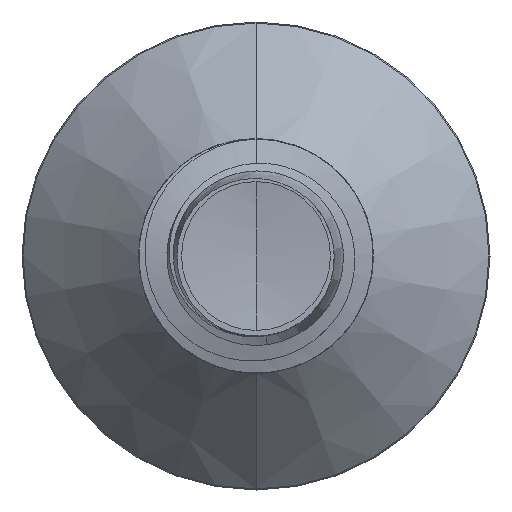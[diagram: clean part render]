
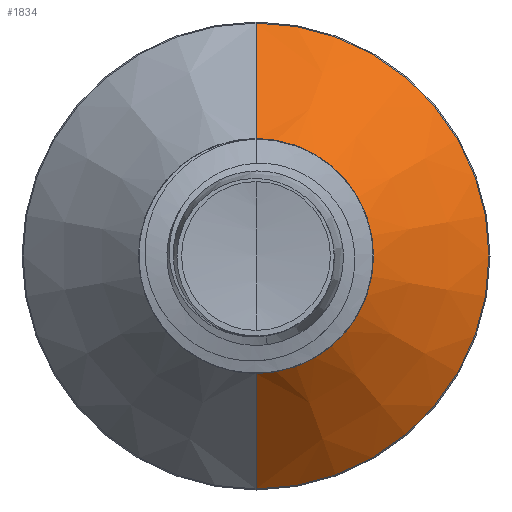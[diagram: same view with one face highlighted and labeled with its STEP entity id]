
A CAD part, front view. The second image highlights one B-rep face of the part: STEP entity #1834.
In plain terms, the highlighted conical face has half-angle 45 degrees and reference radius 1.256 mm.
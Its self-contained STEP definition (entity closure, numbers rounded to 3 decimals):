
#44 = CARTESIAN_POINT ( 'NONE',  ( 0., 4.939, 2.489 ) ) ;
#247 = CIRCLE ( 'NONE', #6002, 2.489 ) ;
#393 = FACE_OUTER_BOUND ( 'NONE', #5495, .T. ) ;
#459 = VERTEX_POINT ( 'NONE', #44 ) ;
#829 = VERTEX_POINT ( 'NONE', #4965 ) ;
#1191 = CARTESIAN_POINT ( 'NONE',  ( 0., 3.706, 0. ) ) ;
#1631 = CARTESIAN_POINT ( 'NONE',  ( 0., 3.706, 1.256 ) ) ;
#1751 = CONICAL_SURFACE ( 'NONE', #2362, 1.256, 0.785 ) ;
#1834 = ADVANCED_FACE ( 'NONE', ( #393 ), #1751, .T. ) ;
#2258 = EDGE_CURVE ( 'NONE', #7455, #829, #7563, .T. ) ;
#2362 = AXIS2_PLACEMENT_3D ( 'NONE', #1191, #5622, #8948 ) ;
#3607 = DIRECTION ( 'NONE',  ( 0., 1., 0. ) ) ;
#4364 = CARTESIAN_POINT ( 'NONE',  ( 0., 3.706, 1.256 ) ) ;
#4599 = AXIS2_PLACEMENT_3D ( 'NONE', #4856, #12321, #5984 ) ;
#4856 = CARTESIAN_POINT ( 'NONE',  ( 0., 3.706, 0. ) ) ;
#4965 = CARTESIAN_POINT ( 'NONE',  ( 0., 3.706, -1.256 ) ) ;
#5140 = ORIENTED_EDGE ( 'NONE', *, *, #2258, .T. ) ;
#5227 = ORIENTED_EDGE ( 'NONE', *, *, #12865, .T. ) ;
#5269 = ORIENTED_EDGE ( 'NONE', *, *, #6183, .F. ) ;
#5306 = CARTESIAN_POINT ( 'NONE',  ( 0., 3.706, -1.256 ) ) ;
#5324 = ORIENTED_EDGE ( 'NONE', *, *, #9642, .F. ) ;
#5495 = EDGE_LOOP ( 'NONE', ( #5140, #5227, #5269, #5324 ) ) ;
#5622 = DIRECTION ( 'NONE',  ( 0., 1., 0. ) ) ;
#5844 = LINE ( 'NONE', #5306, #8468 ) ;
#5984 = DIRECTION ( 'NONE',  ( 0., 0., 1. ) ) ;
#6002 = AXIS2_PLACEMENT_3D ( 'NONE', #10147, #3607, #11178 ) ;
#6183 = EDGE_CURVE ( 'NONE', #459, #6311, #247, .T. ) ;
#6311 = VERTEX_POINT ( 'NONE', #12188 ) ;
#7455 = VERTEX_POINT ( 'NONE', #1631 ) ;
#7563 = CIRCLE ( 'NONE', #4599, 1.256 ) ;
#7933 = VECTOR ( 'NONE', #12083, 1000. ) ;
#8396 = LINE ( 'NONE', #4364, #7933 ) ;
#8468 = VECTOR ( 'NONE', #12715, 1000. ) ;
#8948 = DIRECTION ( 'NONE',  ( 0., 0., 1. ) ) ;
#9642 = EDGE_CURVE ( 'NONE', #7455, #459, #8396, .T. ) ;
#10147 = CARTESIAN_POINT ( 'NONE',  ( 0., 4.939, 0. ) ) ;
#11178 = DIRECTION ( 'NONE',  ( 0., 0., 1. ) ) ;
#12083 = DIRECTION ( 'NONE',  ( 0., 0.707, 0.707 ) ) ;
#12188 = CARTESIAN_POINT ( 'NONE',  ( 0., 4.939, -2.489 ) ) ;
#12321 = DIRECTION ( 'NONE',  ( 0., 1., 0. ) ) ;
#12715 = DIRECTION ( 'NONE',  ( 0., 0.707, -0.707 ) ) ;
#12865 = EDGE_CURVE ( 'NONE', #829, #6311, #5844, .T. ) ;
